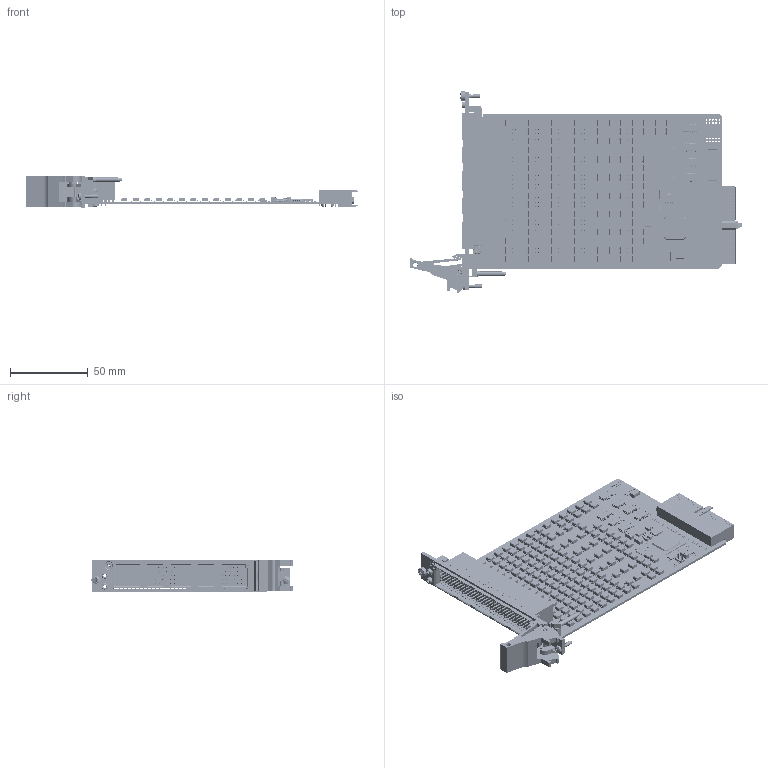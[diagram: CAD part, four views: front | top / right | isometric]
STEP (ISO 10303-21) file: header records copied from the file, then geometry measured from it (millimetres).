
FILE_DESCRIPTION (( 'STEP AP214' ), '1' );
FILE_NAME ('40-683-001 HIGH DENSITY VERSATILE MUX.STEP', '2013-10-11T10:36:07', ( 'admin' ), ( '' ), 'SwSTEP 2.0', 'SolidWorks 2012', '' );
FILE_SCHEMA (( 'AUTOMOTIVE_DESIGN' ));
Length unit declared in the file: millimetre
Products named in the file (1): 40-683-001 HIGH DENSITY VERSATILE MUX
Bounding box: 214.01 x 129.67 x 20 mm (x, y, z)
Surface area: 73929.5 mm2 (no closed solid volume)
Topology: 0 solids, 1189 shells, 8513 faces, 43268 edges, 34943 vertices
Faces by surface type: plane 7393, cylinder 1070, cone 25, sphere 10, torus 10, bspline 5
Full cylindrical faces by diameter (mm): 0.278 x3, 0.6 x110, 1.016 x26, 1.1 x15, 1.496 x2, 2 x7, 2.05 x3, 2.5 x5, 2.52 x1, 2.6 x1, 2.8 x1, 3 x3, 4 x2, 4.594 x1, 4.603 x1, 4.7 x1, 5 x6, 5.3 x1, 6 x1
Entity records: 523347 total; most frequent: CARTESIAN_POINT 98222, DIRECTION 66138, ORIENTED_EDGE 55698, EDGE_CURVE 42931, VECTOR 35274, LINE 35274, VERTEX_POINT 34825, AXIS2_PLACEMENT_3D 15432
